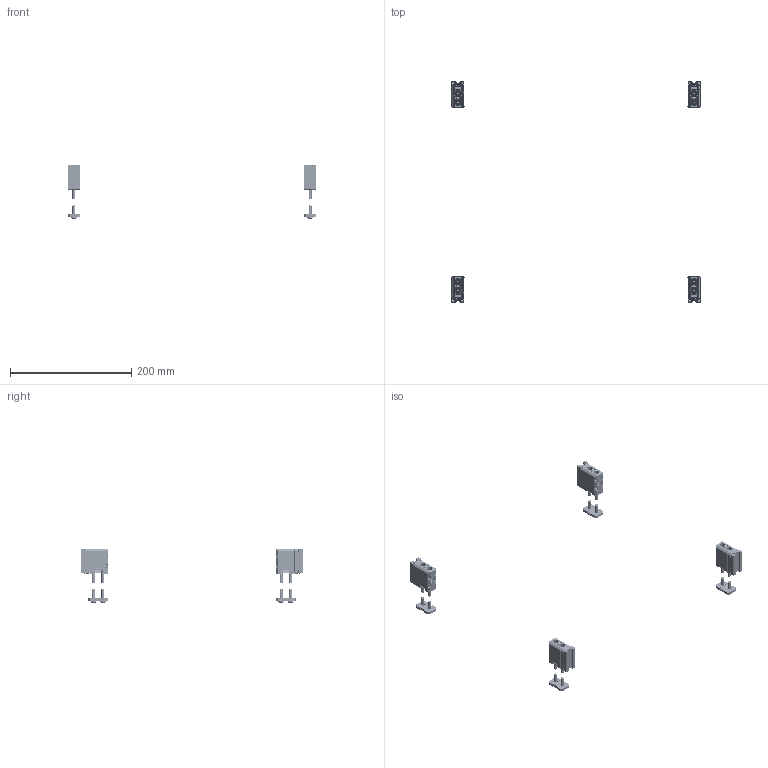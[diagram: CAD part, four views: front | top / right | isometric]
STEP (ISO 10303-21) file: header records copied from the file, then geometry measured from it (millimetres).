
FILE_DESCRIPTION(/* description */ ('','CAx-IF Rec.Pracs.---Representation and Presentation of Product Manufacturing Information (PMI)---4.0---2014-10-13'),/* implementation_level */ '2;1');
FILE_NAME(/* name */ '_15_Printed_V2_9mm_Z_joints_NP_NP_S.step',/* time_stamp */ '2025-01-28T17:07:47+01:00',/* author */ (''),/* organization */ (''),/* preprocessor_version */ 'ST-DEVELOPER v20',/* originating_system */ 'Autodesk Translation Framework v13.20.0.188',/* authorisation */ '');
FILE_SCHEMA (('AP242_MANAGED_MODEL_BASED_3D_ENGINEERING_MIM_LF { 1 0 10303 442 1 1 4 }'));
Products named in the file (17): _15_Printed_V2_9mm_Z_joints_NP_NP_S; _Printed_V2_Z_joint_a_NP; _Printed_V2_Z_joint_hardware_NP; _Printed_V2_Z_joint_b_NP; _Printed_V2_Z_joint_hardware_NP_1; _Printed_V2_Z_joint_a_NP_1; _Printed_V2_Z_joint_hardware_NP_2; Printed_V2_Z_joint_a; _Printed_V2_Z_joint_b_NP_1; Printed_V2_Z_joint_b; _MGN9H; Printed_Hybrid_V2_Z_joint_spacer_NP; _Printed_V2_Z_joint_hardware_NP_3; M5x40 SHCS; M3x35 BHCS; M5x20 BHCS; Printed_V2_Z_belt_clamp
Assembly tree (56 placements, depth 4):
  _15_Printed_V2_9mm_Z_joints_NP_NP_S
    _Printed_V2_Z_joint_a_NP
      _Printed_V2_Z_joint_hardware_NP
        M5x40 SHCS  x2
        M3x35 BHCS  x4
      _MGN9H
      Printed_Hybrid_V2_Z_joint_spacer_NP
      Printed_V2_Z_joint_a
    _Printed_V2_Z_joint_b_NP
      Printed_V2_Z_joint_b
      _MGN9H
      Printed_Hybrid_V2_Z_joint_spacer_NP
      _Printed_V2_Z_joint_hardware_NP_1
        M5x40 SHCS  x2
        M3x35 BHCS  x4
    _Printed_V2_Z_joint_a_NP_1
      _Printed_V2_Z_joint_hardware_NP_2
        M5x40 SHCS  x2
        M3x35 BHCS  x4
      _MGN9H
      Printed_Hybrid_V2_Z_joint_spacer_NP
      Printed_V2_Z_joint_a
    _Printed_V2_Z_joint_b_NP_1
      Printed_V2_Z_joint_b
      _MGN9H
      Printed_Hybrid_V2_Z_joint_spacer_NP
      _Printed_V2_Z_joint_hardware_NP_3
        M5x40 SHCS  x2
        M3x35 BHCS  x4
    M5x20 BHCS  x8
    Printed_V2_Z_belt_clamp  x4
Bounding box: 410.7 x 366 x 89.28 mm (x, y, z)
Volume: 134081.6 mm3; surface area: 87809.3 mm2
Topology: 80 solids, 80 shells, 7568 faces, 20732 edges, 13280 vertices
Faces by surface type: plane 3396, cylinder 2052, torus 1360, cone 568, bspline 120, sphere 72
Full cylindrical faces by diameter (mm): 1.288 x20, 2.603 x16, 3 x32, 3.4 x32, 5 x16, 5.4 x8, 5.7 x16, 8.25 x8, 9.5 x8
Entity records: 52603 total; most frequent: CARTESIAN_POINT 14098, ORIENTED_EDGE 8164, DIRECTION 7920, EDGE_CURVE 4082, AXIS2_PLACEMENT_3D 2985, VERTEX_POINT 2592, LINE 1950, VECTOR 1950
